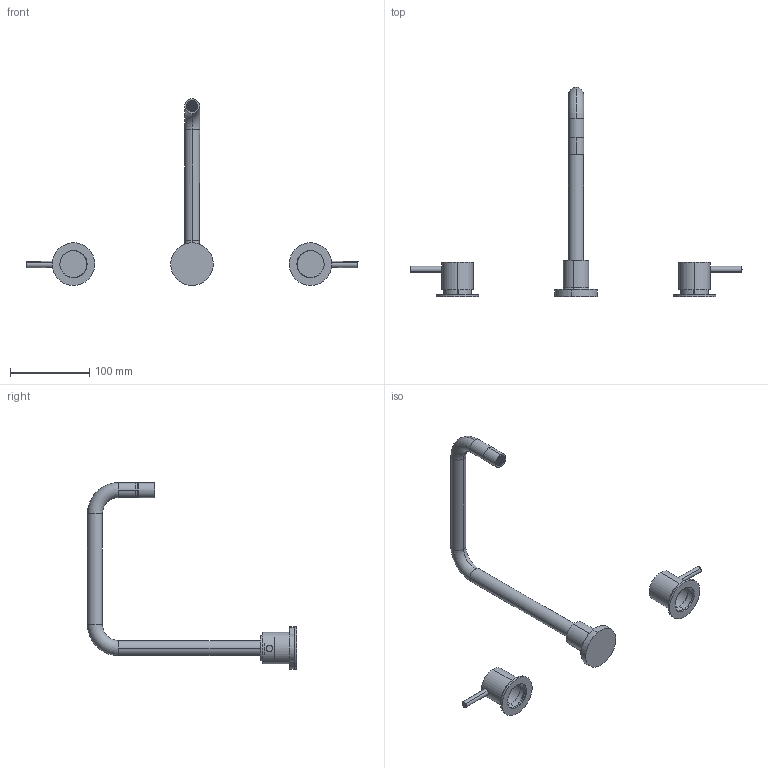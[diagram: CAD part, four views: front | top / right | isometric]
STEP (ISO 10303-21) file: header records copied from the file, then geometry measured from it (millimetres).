
FILE_DESCRIPTION (( 'STEP AP214' ), '1' );
FILE_NAME ('SUSSEX_SCALA_SHSISQ_hob_sink_set_square_shell.STEP', '2021-06-25T06:06:22', ( '' ), ( '' ), 'SwSTEP 2.0', 'SolidWorks 2020', '' );
FILE_SCHEMA (( 'AUTOMOTIVE_DESIGN' ));
Length unit declared in the file: millimetre
Products named in the file (1): SUSSEX_SCALA_SHSISQ_hob_sink_set_square_shell
Bounding box: 420.25 x 264.77 x 236.5 mm (x, y, z)
Volume: 116957.1 mm3; surface area: 95428.1 mm2
Topology: 9 solids, 10 shells, 2020 faces, 6076 edges, 4038 vertices
Faces by surface type: plane 1852, cylinder 79, bspline 57, cone 18, torus 14
Entity records: 90106 total; most frequent: CARTESIAN_POINT 13450, ORIENTED_EDGE 12152, DIRECTION 10182, EDGE_CURVE 6076, VECTOR 5626, LINE 5626, VERTEX_POINT 4038, EDGE_LOOP 2616
